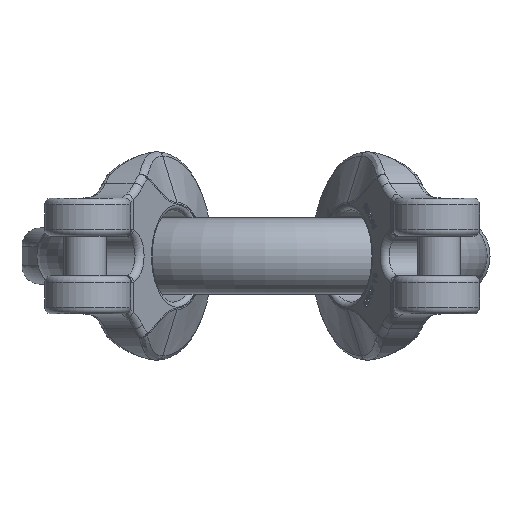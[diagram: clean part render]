
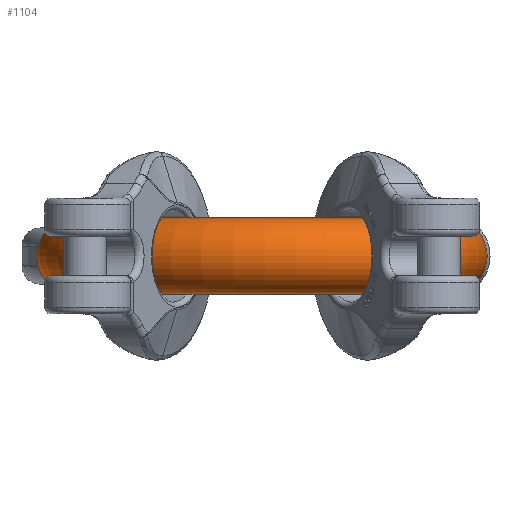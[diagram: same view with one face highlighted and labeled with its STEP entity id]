
A CAD part, front view. The second image highlights one B-rep face of the part: STEP entity #1104.
In plain terms, the highlighted toroidal (fillet/blend) face has major radius 56.5 mm and minor radius 11.5 mm.
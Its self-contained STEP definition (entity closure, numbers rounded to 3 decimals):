
#1046=TOROIDAL_SURFACE('',#9627,56.5,11.5);
#1104=ADVANCED_FACE('',(#3707,#3708),#1046,.T.);
#3707=FACE_BOUND('',#3791,.T.);
#3708=FACE_BOUND('',#3792,.T.);
#3791=EDGE_LOOP('',(#4433));
#3792=EDGE_LOOP('',(#4434));
#4433=ORIENTED_EDGE('',*,*,#8029,.T.);
#4434=ORIENTED_EDGE('',*,*,#8067,.F.);
#7137=VERTEX_POINT('',#11787);
#7175=VERTEX_POINT('',#12029);
#8029=EDGE_CURVE('',#7137,#7137,#9403,.T.);
#8067=EDGE_CURVE('',#7175,#7175,#9405,.T.);
#9403=CIRCLE('',#9608,11.5);
#9405=CIRCLE('',#9620,11.5);
#9608=AXIS2_PLACEMENT_3D('',#11786,#10111,#10112);
#9620=AXIS2_PLACEMENT_3D('',#12028,#10143,#10144);
#9627=AXIS2_PLACEMENT_3D('',#12039,#10157,#10158);
#10111=DIRECTION('',(0.,-1.,0.));
#10112=DIRECTION('',(0.,0.,-1.));
#10143=DIRECTION('',(0.,1.,0.));
#10144=DIRECTION('',(0.,0.,-1.));
#10157=DIRECTION('',(0.,0.,1.));
#10158=DIRECTION('',(1.,0.,0.));
#11786=CARTESIAN_POINT('',(-56.5,-35.,0.));
#11787=CARTESIAN_POINT('',(-56.5,-35.,-11.5));
#12028=CARTESIAN_POINT('',(56.5,-35.,0.));
#12029=CARTESIAN_POINT('',(56.5,-35.,-11.5));
#12039=CARTESIAN_POINT('',(0.,-35.,0.));
